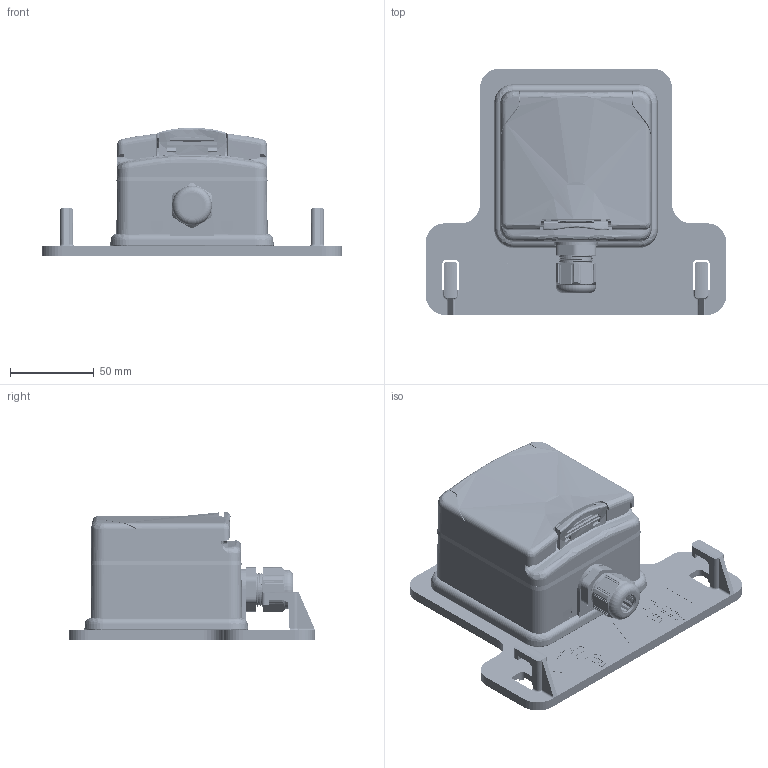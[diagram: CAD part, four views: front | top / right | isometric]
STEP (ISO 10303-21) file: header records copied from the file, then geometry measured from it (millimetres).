
FILE_DESCRIPTION(('CATIA V5 STEP Exchange','CAx-IF Rec.Pracs.--- Model Styling and Organization---1.5--- 2016-08-15','CAx-IF Rec.Pracs.---Supplemental Geometry---1.0---2011-11-01','CAx-IF Rec.Pracs.--- Composite Materials ---1.1---2010-07-15'),'2;1');
FILE_NAME('090476_AllCATPart.stp','2023-11-30T08:36:55+00:00',('none'),('none'),'CATIA Version 5-6 Release 2020 SP3','CATIA V5 STEP AP214 v2','none');
FILE_SCHEMA(('AUTOMOTIVE_DESIGN { 1 0 10303 214 1 1 1 1 }'));
Products named in the file (1): T000432_A _AllCATPart
Bounding box: 180 x 147.5 x 76.84 mm (x, y, z)
Volume: 261156.7 mm3; surface area: 213883 mm2
Topology: 13 solids, 13 shells, 6303 faces, 16903 edges, 10854 vertices
Faces by surface type: plane 2913, cylinder 1124, bspline 1025, cone 815, extrusion 218, torus 192, sphere 16
Entity records: 234527 total; most frequent: CARTESIAN_POINT 91331, ORIENTED_EDGE 33730, DIRECTION 19749, EDGE_CURVE 16865, VERTEX_POINT 10854, VECTOR 8580, LINE 8362, AXIS2_PLACEMENT_3D 7018
